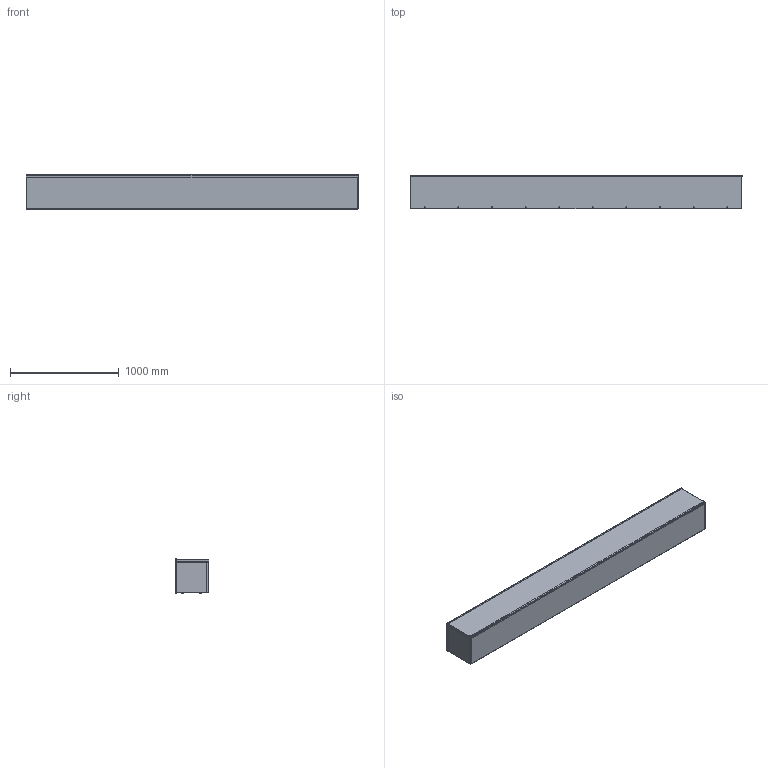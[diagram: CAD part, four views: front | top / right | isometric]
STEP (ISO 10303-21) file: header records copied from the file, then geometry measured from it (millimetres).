
FILE_DESCRIPTION(/* description */ ('RSCG_NK, NEMA 3R, CS, 12X12X120'),/* implementation_level */ '2;1');
FILE_NAME(/* name */ 'RSCG1212120NK.stp',/* time_stamp */ '2024-07-25T11:06:10-05:00',/* author */ ('69442'),/* organization */ (''),/* preprocessor_version */ 'ST-DEVELOPER v18.1',/* originating_system */ 'Autodesk Inventor 2022',/* authorisation */ '');
FILE_SCHEMA (('AUTOMOTIVE_DESIGN { 1 0 10303 214 3 1 1 }'));
Length unit declared in the file: inch
Products named in the file (10): RSCG1212120NK; RSCG12120NKFB; RSCG12120NKBTM; RSCG12120NKCAP; RSCG120NKSTRAP; RSCG12120NKLID; 31813; HFW372196; RSCG1212NKRS; RSCG1212NKLS
Assembly tree (27 placements, depth 2):
  RSCG1212120NK
    RSCG12120NKFB
    RSCG12120NKBTM
    RSCG12120NKCAP
    RSCG120NKSTRAP
    RSCG12120NKLID
    31813  x10
    HFW372196  x10
    RSCG1212NKRS
    RSCG1212NKLS
Bounding box: 3057.53 x 311.44 x 318.8 mm (x, y, z)
Volume: 8496310.3 mm3; surface area: 8872954.6 mm2
Topology: 27 solids, 27 shells, 1315 faces, 3659 edges, 2450 vertices
Faces by surface type: plane 572, cylinder 449, cone 142, torus 84, bspline 68
Full cylindrical faces by diameter (mm): 3.68 x20, 4.826 x140, 6.35 x13, 7.144 x6, 7.925 x10, 10.516 x10
Entity records: 27924 total; most frequent: CARTESIAN_POINT 10826, DIRECTION 3391, ORIENTED_EDGE 3376, EDGE_CURVE 1688, AXIS2_PLACEMENT_3D 1268, VERTEX_POINT 1046, LINE 855, VECTOR 855
